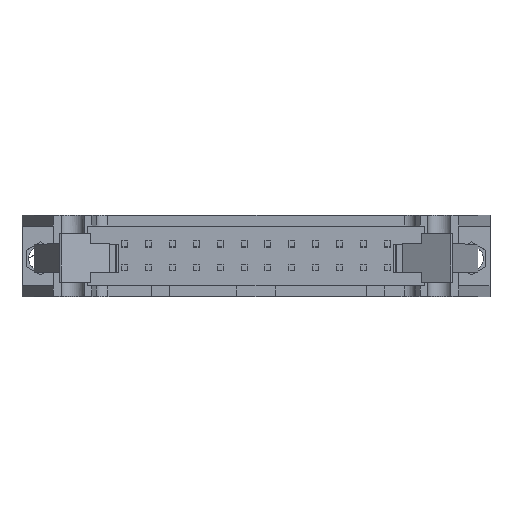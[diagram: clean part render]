
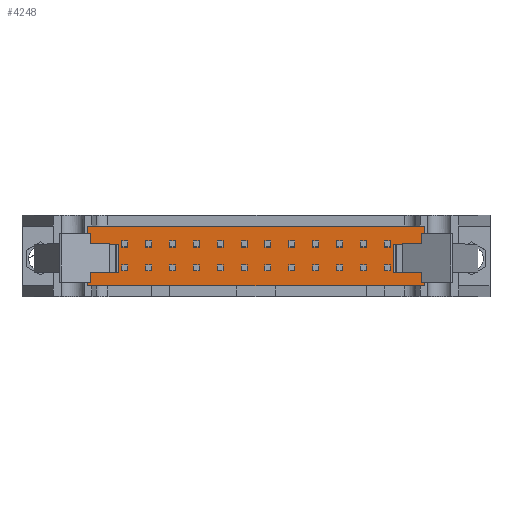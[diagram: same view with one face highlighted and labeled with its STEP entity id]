
A CAD part, top view. The second image highlights one B-rep face of the part: STEP entity #4248.
In plain terms, the highlighted planar face has unit normal (0, 0, 1).
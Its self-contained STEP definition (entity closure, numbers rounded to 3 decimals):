
#2033=CARTESIAN_POINT('',(17.907,-3.175,7.62));
#2034=VERTEX_POINT('',#2033);
#2049=CARTESIAN_POINT('',(17.907,-1.727,7.62));
#2050=VERTEX_POINT('',#2049);
#2056=CARTESIAN_POINT('',(17.907,-1.727,7.62));
#2057=CARTESIAN_POINT('',(17.907,-3.175,7.62));
#2058=QUASI_UNIFORM_CURVE('',1,(#2056,#2057),.UNSPECIFIED.,.F.,.U.);
#2059=EDGE_CURVE('',#2034,#2050,#2058,.F.);
#2109=CARTESIAN_POINT('',(2.032,-3.175,7.62));
#2110=VERTEX_POINT('',#2109);
#2111=CARTESIAN_POINT('',(17.907,-3.175,7.62));
#2112=CARTESIAN_POINT('',(2.032,-3.175,7.62));
#2113=QUASI_UNIFORM_CURVE('',1,(#2111,#2112),.UNSPECIFIED.,.F.,.U.);
#2114=EDGE_CURVE('',#2110,#2034,#2113,.F.);
#2151=CARTESIAN_POINT('',(14.605,-1.727,7.62));
#2152=VERTEX_POINT('',#2151);
#2158=CARTESIAN_POINT('',(14.605,-1.727,7.62));
#2159=CARTESIAN_POINT('',(17.907,-1.727,7.62));
#2160=QUASI_UNIFORM_CURVE('',1,(#2158,#2159),.UNSPECIFIED.,.F.,.U.);
#2161=EDGE_CURVE('',#2050,#2152,#2160,.F.);
#2232=CARTESIAN_POINT('',(-14.605,-1.727,7.62));
#2233=VERTEX_POINT('',#2232);
#2234=CARTESIAN_POINT('',(-17.907,-1.727,7.62));
#2235=VERTEX_POINT('',#2234);
#2236=CARTESIAN_POINT('',(-17.907,-1.727,7.62));
#2237=CARTESIAN_POINT('',(-14.605,-1.727,7.62));
#2238=QUASI_UNIFORM_CURVE('',1,(#2236,#2237),.UNSPECIFIED.,.F.,.U.);
#2239=EDGE_CURVE('',#2233,#2235,#2238,.F.);
#2417=CARTESIAN_POINT('',(-2.032,-3.175,7.62));
#2418=VERTEX_POINT('',#2417);
#4131=CARTESIAN_POINT('',(-17.907,-3.175,7.62));
#4132=VERTEX_POINT('',#4131);
#4138=CARTESIAN_POINT('',(-17.907,-3.175,7.62));
#4139=CARTESIAN_POINT('',(-17.907,-1.727,7.62));
#4140=QUASI_UNIFORM_CURVE('',1,(#4138,#4139),.UNSPECIFIED.,.F.,.U.);
#4141=EDGE_CURVE('',#2235,#4132,#4140,.F.);
#4163=CARTESIAN_POINT('',(-2.032,-3.175,7.62));
#4164=CARTESIAN_POINT('',(-17.907,-3.175,7.62));
#4165=QUASI_UNIFORM_CURVE('',1,(#4163,#4164),.UNSPECIFIED.,.F.,.U.);
#4166=EDGE_CURVE('',#4132,#2418,#4165,.F.);
#4177=CARTESIAN_POINT('',(2.032,-3.175,7.62));
#4178=CARTESIAN_POINT('',(-2.032,-3.175,7.62));
#4179=QUASI_UNIFORM_CURVE('',1,(#4177,#4178),.UNSPECIFIED.,.F.,.U.);
#4180=EDGE_CURVE('',#2110,#2418,#4179,.T.);
#4187=CARTESIAN_POINT('',(19.698,-4.175,7.62));
#4188=DIRECTION('',(0.0,0.0,-1.0));
#4189=DIRECTION('',(-1.0,0.0,0.0));
#4190=AXIS2_PLACEMENT_3D('',#4187,#4188,#4189);
#4191=PLANE('',#4190);
#4192=ORIENTED_EDGE('',*,*,#2161,.T.);
#4193=CARTESIAN_POINT('',(14.605,1.27,7.62));
#4194=VERTEX_POINT('',#4193);
#4195=CARTESIAN_POINT('',(14.605,-1.727,7.62));
#4196=CARTESIAN_POINT('',(14.605,1.27,7.62));
#4197=QUASI_UNIFORM_CURVE('',1,(#4195,#4196),.UNSPECIFIED.,.F.,.U.);
#4198=EDGE_CURVE('',#4194,#2152,#4197,.F.);
#4199=ORIENTED_EDGE('',*,*,#4198,.F.);
#4200=CARTESIAN_POINT('',(17.907,1.27,7.62));
#4201=VERTEX_POINT('',#4200);
#4202=CARTESIAN_POINT('',(14.605,1.27,7.62));
#4203=CARTESIAN_POINT('',(17.907,1.27,7.62));
#4204=QUASI_UNIFORM_CURVE('',1,(#4202,#4203),.UNSPECIFIED.,.F.,.U.);
#4205=EDGE_CURVE('',#4201,#4194,#4204,.F.);
#4206=ORIENTED_EDGE('',*,*,#4205,.F.);
#4207=CARTESIAN_POINT('',(17.907,3.175,7.62));
#4208=VERTEX_POINT('',#4207);
#4209=CARTESIAN_POINT('',(17.907,1.27,7.62));
#4210=CARTESIAN_POINT('',(17.907,3.175,7.62));
#4211=QUASI_UNIFORM_CURVE('',1,(#4209,#4210),.UNSPECIFIED.,.F.,.U.);
#4212=EDGE_CURVE('',#4208,#4201,#4211,.F.);
#4213=ORIENTED_EDGE('',*,*,#4212,.F.);
#4214=CARTESIAN_POINT('',(-17.907,3.175,7.62));
#4215=VERTEX_POINT('',#4214);
#4216=CARTESIAN_POINT('',(17.907,3.175,7.62));
#4217=CARTESIAN_POINT('',(-17.907,3.175,7.62));
#4218=QUASI_UNIFORM_CURVE('',1,(#4216,#4217),.UNSPECIFIED.,.F.,.U.);
#4219=EDGE_CURVE('',#4215,#4208,#4218,.F.);
#4220=ORIENTED_EDGE('',*,*,#4219,.F.);
#4221=CARTESIAN_POINT('',(-17.907,1.27,7.62));
#4222=VERTEX_POINT('',#4221);
#4223=CARTESIAN_POINT('',(-17.907,3.175,7.62));
#4224=CARTESIAN_POINT('',(-17.907,1.27,7.62));
#4225=QUASI_UNIFORM_CURVE('',1,(#4223,#4224),.UNSPECIFIED.,.F.,.U.);
#4226=EDGE_CURVE('',#4222,#4215,#4225,.F.);
#4227=ORIENTED_EDGE('',*,*,#4226,.F.);
#4228=CARTESIAN_POINT('',(-14.605,1.27,7.62));
#4229=VERTEX_POINT('',#4228);
#4230=CARTESIAN_POINT('',(-17.907,1.27,7.62));
#4231=CARTESIAN_POINT('',(-14.605,1.27,7.62));
#4232=QUASI_UNIFORM_CURVE('',1,(#4230,#4231),.UNSPECIFIED.,.F.,.U.);
#4233=EDGE_CURVE('',#4229,#4222,#4232,.F.);
#4234=ORIENTED_EDGE('',*,*,#4233,.F.);
#4235=CARTESIAN_POINT('',(-14.605,1.27,7.62));
#4236=CARTESIAN_POINT('',(-14.605,-1.727,7.62));
#4237=QUASI_UNIFORM_CURVE('',1,(#4235,#4236),.UNSPECIFIED.,.F.,.U.);
#4238=EDGE_CURVE('',#2233,#4229,#4237,.F.);
#4239=ORIENTED_EDGE('',*,*,#4238,.F.);
#4240=ORIENTED_EDGE('',*,*,#2239,.T.);
#4241=ORIENTED_EDGE('',*,*,#4141,.T.);
#4242=ORIENTED_EDGE('',*,*,#4166,.T.);
#4243=ORIENTED_EDGE('',*,*,#4180,.F.);
#4244=ORIENTED_EDGE('',*,*,#2114,.T.);
#4245=ORIENTED_EDGE('',*,*,#2059,.T.);
#4246=EDGE_LOOP('',(#4192,#4199,#4206,#4213,#4220,#4227,#4234,#4239,#4240,#4241,#4242,#4243,#4244,#4245));
#4247=FACE_OUTER_BOUND('',#4246,.T.);
#4248=ADVANCED_FACE('',(#4247),#4191,.F.);
